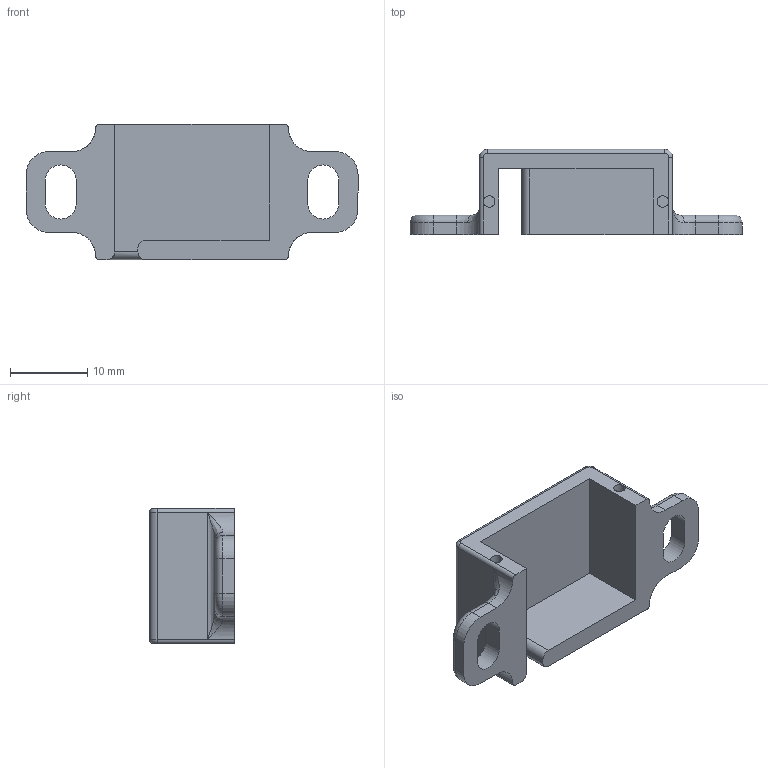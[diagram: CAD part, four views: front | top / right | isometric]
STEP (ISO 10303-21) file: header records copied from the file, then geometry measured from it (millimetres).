
FILE_DESCRIPTION (( 'STEP AP203' ), '1' );
FILE_NAME ('Mecanismo_Cubierta_Servo_Predeterminado_sldprt.STEP', '2024-07-23T21:01:10', ( '' ), ( '' ), 'SwSTEP 2.0', 'SolidWorks 2018', '' );
FILE_SCHEMA (( 'CONFIG_CONTROL_DESIGN' ));
Length unit declared in the file: centimetre
Products named in the file (1): Mecanismo_Cubierta_Servo_Predeterminado_sldprt
Bounding box: 43 x 11 x 17.5 mm (x, y, z)
Volume: 2507.7 mm3; surface area: 2458.7 mm2
Topology: 1 solids, 1 shells, 78 faces, 194 edges, 114 vertices
Faces by surface type: cylinder 36, plane 26, torus 12, bspline 4
Entity records: 2583 total; most frequent: CARTESIAN_POINT 649, DIRECTION 410, ORIENTED_EDGE 380, EDGE_CURVE 190, AXIS2_PLACEMENT_3D 155, VERTEX_POINT 114, VECTOR 100, LINE 100
